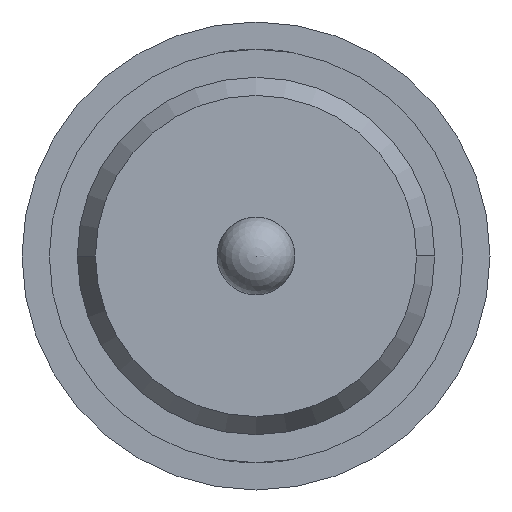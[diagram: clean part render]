
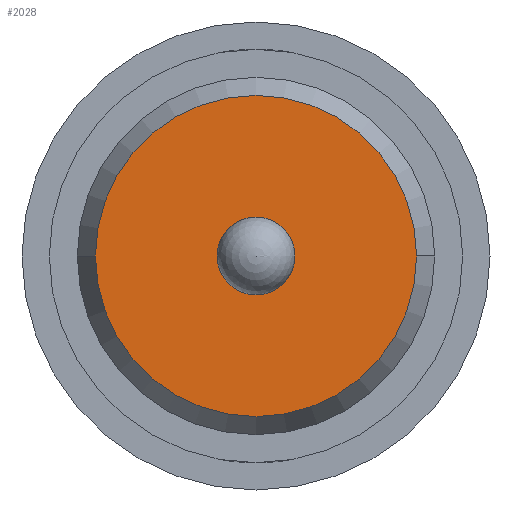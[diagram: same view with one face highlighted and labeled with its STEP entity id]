
A CAD part, front view. The second image highlights one B-rep face of the part: STEP entity #2028.
In plain terms, the highlighted planar face has unit normal (0, -1, 0).
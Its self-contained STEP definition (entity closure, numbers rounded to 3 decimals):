
#41 = DIRECTION ( 'NONE',  ( 1., 0., 0. ) ) ;
#68 = CARTESIAN_POINT ( 'NONE',  ( 1.03, -28.6, 0. ) ) ;
#102 = AXIS2_PLACEMENT_3D ( 'NONE', #721, #3218, #1147 ) ;
#245 = VERTEX_POINT ( 'NONE', #2136 ) ;
#694 = DIRECTION ( 'NONE',  ( 0., -1., 0. ) ) ;
#721 = CARTESIAN_POINT ( 'NONE',  ( 0., -28.6, 0. ) ) ;
#886 = EDGE_CURVE ( 'Defeature ausgef�hrt1_17+Defeature ausgef�hrt1_14+Defeature ausgef�hrt1_14+Defeature ausgef�hrt1_14', #2373, #245, #1542, .T. ) ;
#979 = ORIENTED_EDGE ( 'NONE', *, *, #4219, .T. ) ;
#1062 = DIRECTION ( 'NONE',  ( 0., 0., -1. ) ) ;
#1147 = DIRECTION ( 'NONE',  ( 0., 0., -1. ) ) ;
#1475 = AXIS2_PLACEMENT_3D ( 'NONE', #3210, #694, #4076 ) ;
#1542 = CIRCLE ( 'NONE', #102, 0.25 ) ;
#1578 = PLANE ( 'NONE',  #1475 ) ;
#1739 = DIRECTION ( 'NONE',  ( 0., -1., 0. ) ) ;
#2028 = ADVANCED_FACE ( 'Defeature ausgef�hrt1_17', ( #2570, #5339 ), #1578, .T. ) ;
#2136 = CARTESIAN_POINT ( 'NONE',  ( 0., -28.6, -0.25 ) ) ;
#2353 = CIRCLE ( 'NONE', #2430, 1.03 ) ;
#2373 = VERTEX_POINT ( 'NONE', #4366 ) ;
#2430 = AXIS2_PLACEMENT_3D ( 'NONE', #2947, #1739, #41 ) ;
#2570 = FACE_BOUND ( 'NONE', #2946, .T. ) ;
#2621 = CARTESIAN_POINT ( 'NONE',  ( 0., -28.6, 0. ) ) ;
#2728 = ORIENTED_EDGE ( 'NONE', *, *, #886, .T. ) ;
#2946 = EDGE_LOOP ( 'NONE', ( #2728, #5090 ) ) ;
#2947 = CARTESIAN_POINT ( 'NONE',  ( 0., -28.6, 0. ) ) ;
#2965 = DIRECTION ( 'NONE',  ( 1., 0., 0. ) ) ;
#3038 = DIRECTION ( 'NONE',  ( 0., -1., 0. ) ) ;
#3162 = CARTESIAN_POINT ( 'NONE',  ( -1.03, -28.6, 0. ) ) ;
#3210 = CARTESIAN_POINT ( 'NONE',  ( -1.145, -28.6, 0. ) ) ;
#3218 = DIRECTION ( 'NONE',  ( 0., 1., 0. ) ) ;
#3224 = AXIS2_PLACEMENT_3D ( 'NONE', #2621, #3038, #2965 ) ;
#3754 = VERTEX_POINT ( 'NONE', #68 ) ;
#3923 = CARTESIAN_POINT ( 'NONE',  ( 0., -28.6, 0. ) ) ;
#4076 = DIRECTION ( 'NONE',  ( 1., 0., 0. ) ) ;
#4219 = EDGE_CURVE ( 'Defeature ausgef�hrt1_17+Defeature ausgef�hrt1_16+Defeature ausgef�hrt1_16+Defeature ausgef�hrt1_16', #3754, #4461, #5118, .T. ) ;
#4366 = CARTESIAN_POINT ( 'NONE',  ( 0., -28.6, 0.25 ) ) ;
#4461 = VERTEX_POINT ( 'NONE', #3162 ) ;
#4579 = CIRCLE ( 'NONE', #4784, 0.25 ) ;
#4592 = EDGE_LOOP ( 'NONE', ( #4715, #979 ) ) ;
#4715 = ORIENTED_EDGE ( 'NONE', *, *, #5002, .T. ) ;
#4784 = AXIS2_PLACEMENT_3D ( 'NONE', #3923, #5187, #1062 ) ;
#5002 = EDGE_CURVE ( 'Defeature ausgef�hrt1_17+Defeature ausgef�hrt1_16+Defeature ausgef�hrt1_16+Defeature ausgef�hrt1_16', #4461, #3754, #2353, .T. ) ;
#5090 = ORIENTED_EDGE ( 'NONE', *, *, #5330, .T. ) ;
#5118 = CIRCLE ( 'NONE', #3224, 1.03 ) ;
#5187 = DIRECTION ( 'NONE',  ( 0., 1., 0. ) ) ;
#5330 = EDGE_CURVE ( 'Defeature ausgef�hrt1_17+Defeature ausgef�hrt1_14+Defeature ausgef�hrt1_14+Defeature ausgef�hrt1_14', #245, #2373, #4579, .T. ) ;
#5339 = FACE_OUTER_BOUND ( 'NONE', #4592, .T. ) ;
